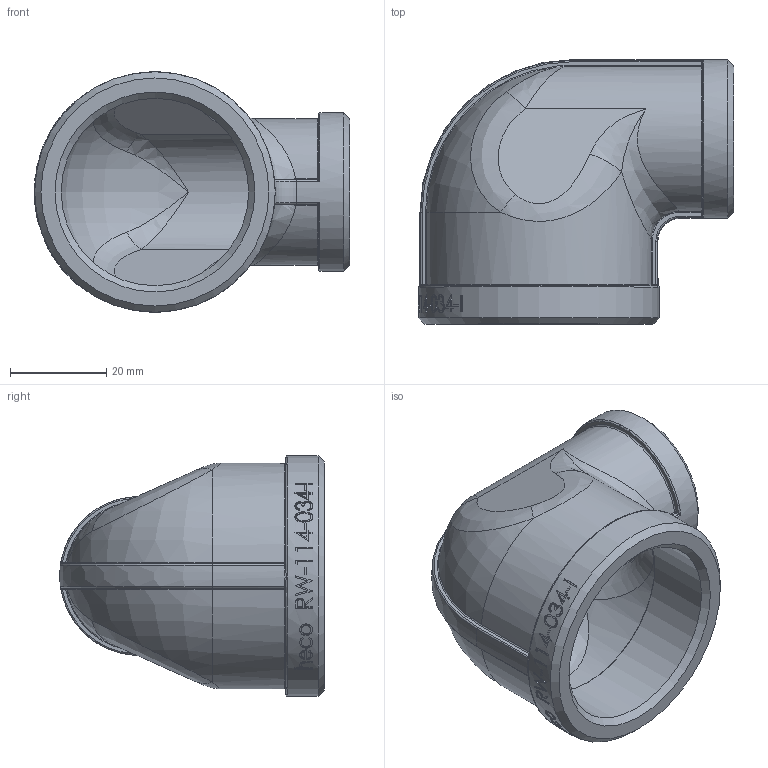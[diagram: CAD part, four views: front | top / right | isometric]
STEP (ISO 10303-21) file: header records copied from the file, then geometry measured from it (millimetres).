
FILE_DESCRIPTION (( 'STEP AP214' ), '1' );
FILE_NAME ('heco_RW-114-034-I.STEP', '2016-06-30T11:46:21', ( '' ), ( '' ), 'SwSTEP 2.0', 'SolidWorks 2011', '' );
FILE_SCHEMA (( 'AUTOMOTIVE_DESIGN' ));
Length unit declared in the file: millimetre
Products named in the file (1): heco_RW-114-034-I
Bounding box: 65.6 x 54.99 x 50 mm (x, y, z)
Volume: 26136.8 mm3; surface area: 18413.4 mm2
Topology: 1 solids, 1 shells, 305 faces, 763 edges, 470 vertices
Faces by surface type: bspline 120, plane 90, cylinder 59, torus 22, sphere 8, cone 6
Full cylindrical faces by diameter (mm): 24.117 x1, 33 x1, 38.952 x1, 42.6 x1, 50 x1
Entity records: 22775 total; most frequent: CARTESIAN_POINT 14684, ORIENTED_EDGE 1464, DIRECTION 933, EDGE_CURVE 732, VERTEX_POINT 465, AXIS2_PLACEMENT_3D 383, B_SPLINE_CURVE_WITH_KNOTS 364, EDGE_LOOP 343
